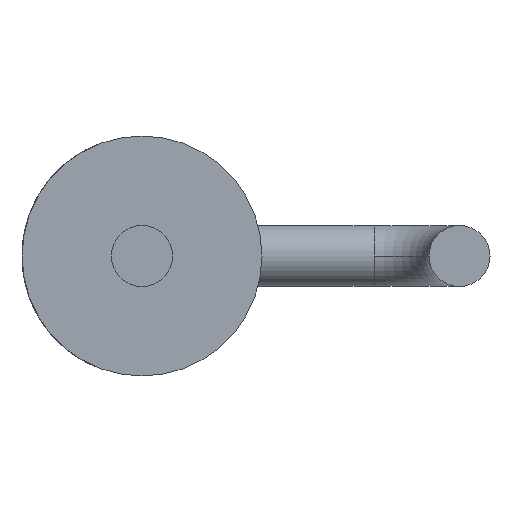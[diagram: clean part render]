
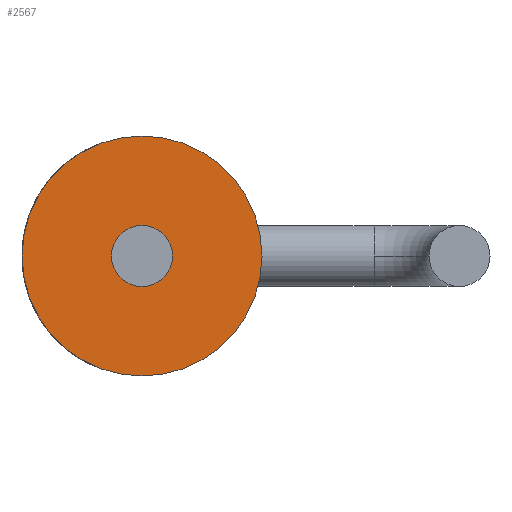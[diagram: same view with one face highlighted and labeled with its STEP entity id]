
A CAD part, front view. The second image highlights one B-rep face of the part: STEP entity #2567.
In plain terms, the highlighted planar face has unit normal (0, -1, 0).
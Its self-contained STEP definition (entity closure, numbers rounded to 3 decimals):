
#75 = AXIS2_PLACEMENT_3D ( 'NONE', #3538, #433, #1841 ) ;
#209 = ORIENTED_EDGE ( 'NONE', *, *, #2201, .F. ) ;
#260 = CARTESIAN_POINT ( 'NONE',  ( 0.61, 2., 0. ) ) ;
#316 = AXIS2_PLACEMENT_3D ( 'NONE', #675, #2433, #3806 ) ;
#381 = CIRCLE ( 'NONE', #833, 0.61 ) ;
#417 = ORIENTED_EDGE ( 'NONE', *, *, #2500, .F. ) ;
#433 = DIRECTION ( 'NONE',  ( 0., 1., 0. ) ) ;
#556 = CARTESIAN_POINT ( 'NONE',  ( 0., 2., 0. ) ) ;
#585 = CARTESIAN_POINT ( 'NONE',  ( 0., 2., 2.4 ) ) ;
#673 = AXIS2_PLACEMENT_3D ( 'NONE', #556, #2301, #3006 ) ;
#675 = CARTESIAN_POINT ( 'NONE',  ( 0., 2., 0. ) ) ;
#833 = AXIS2_PLACEMENT_3D ( 'NONE', #4262, #1185, #2554 ) ;
#846 = PLANE ( 'NONE',  #1212 ) ;
#975 = CIRCLE ( 'NONE', #673, 2.4 ) ;
#996 = DIRECTION ( 'NONE',  ( 0., 0., 1. ) ) ;
#1185 = DIRECTION ( 'NONE',  ( 0., -1., 0. ) ) ;
#1196 = FACE_OUTER_BOUND ( 'NONE', #2058, .T. ) ;
#1212 = AXIS2_PLACEMENT_3D ( 'NONE', #1402, #3721, #996 ) ;
#1402 = CARTESIAN_POINT ( 'NONE',  ( 0., 2., 0. ) ) ;
#1783 = EDGE_LOOP ( 'NONE', ( #4117, #2208 ) ) ;
#1841 = DIRECTION ( 'NONE',  ( 0., 0., 1. ) ) ;
#1886 = FACE_BOUND ( 'NONE', #1783, .T. ) ;
#2058 = EDGE_LOOP ( 'NONE', ( #417, #209 ) ) ;
#2068 = CIRCLE ( 'NONE', #75, 2.4 ) ;
#2201 = EDGE_CURVE ( 'NONE', #4147, #2790, #975, .T. ) ;
#2208 = ORIENTED_EDGE ( 'NONE', *, *, #3826, .F. ) ;
#2301 = DIRECTION ( 'NONE',  ( 0., 1., 0. ) ) ;
#2425 = CARTESIAN_POINT ( 'NONE',  ( 0., 2., -2.4 ) ) ;
#2433 = DIRECTION ( 'NONE',  ( 0., -1., 0. ) ) ;
#2500 = EDGE_CURVE ( 'NONE', #2790, #4147, #2068, .T. ) ;
#2554 = DIRECTION ( 'NONE',  ( 0., 0., 1. ) ) ;
#2567 = ADVANCED_FACE ( 'NONE', ( #1886, #1196 ), #846, .F. ) ;
#2708 = CIRCLE ( 'NONE', #316, 0.61 ) ;
#2722 = CARTESIAN_POINT ( 'NONE',  ( -0.61, 2., 0. ) ) ;
#2790 = VERTEX_POINT ( 'NONE', #2425 ) ;
#3006 = DIRECTION ( 'NONE',  ( 0., 0., 1. ) ) ;
#3047 = EDGE_CURVE ( 'NONE', #3414, #3748, #381, .T. ) ;
#3414 = VERTEX_POINT ( 'NONE', #260 ) ;
#3538 = CARTESIAN_POINT ( 'NONE',  ( 0., 2., 0. ) ) ;
#3721 = DIRECTION ( 'NONE',  ( 0., 1., 0. ) ) ;
#3748 = VERTEX_POINT ( 'NONE', #2722 ) ;
#3806 = DIRECTION ( 'NONE',  ( 0., 0., 1. ) ) ;
#3826 = EDGE_CURVE ( 'NONE', #3748, #3414, #2708, .T. ) ;
#4117 = ORIENTED_EDGE ( 'NONE', *, *, #3047, .F. ) ;
#4147 = VERTEX_POINT ( 'NONE', #585 ) ;
#4262 = CARTESIAN_POINT ( 'NONE',  ( 0., 2., 0. ) ) ;
